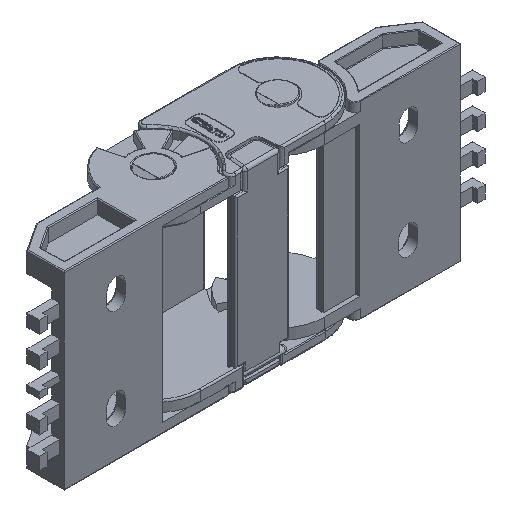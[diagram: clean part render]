
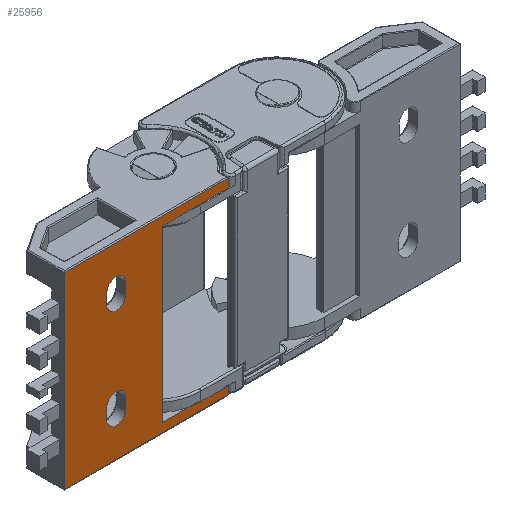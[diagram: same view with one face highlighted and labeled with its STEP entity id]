
A CAD part, isometric view. The second image highlights one B-rep face of the part: STEP entity #25956.
In plain terms, the highlighted planar face has unit normal (0, -1, 0).
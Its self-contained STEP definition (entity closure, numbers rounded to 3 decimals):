
#45 = CARTESIAN_POINT ( 'NONE',  ( 413.899, 93.701, 619.496 ) ) ;
#175 = DIRECTION ( 'NONE',  ( 0., 1., 0. ) ) ;
#399 = DIRECTION ( 'NONE',  ( 0., 1., 0. ) ) ;
#548 = CARTESIAN_POINT ( 'NONE',  ( 413.899, 93.701, 634.146 ) ) ;
#750 = CIRCLE ( 'NONE', #10548, 3. ) ;
#777 = EDGE_LOOP ( 'NONE', ( #21469, #23073, #13413, #11450 ) ) ;
#788 = EDGE_CURVE ( 'NONE', #4356, #2462, #14347, .T. ) ;
#1245 = VERTEX_POINT ( 'NONE', #27292 ) ;
#1588 = DIRECTION ( 'NONE',  ( 0., 0., -1. ) ) ;
#1882 = ORIENTED_EDGE ( 'NONE', *, *, #15929, .F. ) ;
#2327 = PLANE ( 'NONE',  #26961 ) ;
#2462 = VERTEX_POINT ( 'NONE', #21135 ) ;
#2564 = DIRECTION ( 'NONE',  ( -1., 0., 0. ) ) ;
#2605 = CIRCLE ( 'NONE', #25978, 3. ) ;
#2923 = EDGE_CURVE ( 'NONE', #14085, #10048, #27624, .T. ) ;
#2991 = CARTESIAN_POINT ( 'NONE',  ( 401.899, 93.701, 609.846 ) ) ;
#3093 = LINE ( 'NONE', #16605, #26752 ) ;
#4032 = CARTESIAN_POINT ( 'NONE',  ( 395.899, 93.701, 577.846 ) ) ;
#4192 = LINE ( 'NONE', #11607, #26811 ) ;
#4288 = CARTESIAN_POINT ( 'NONE',  ( 395.899, 93.701, 654.146 ) ) ;
#4356 = VERTEX_POINT ( 'NONE', #13434 ) ;
#4624 = DIRECTION ( 'NONE',  ( 0., 0., -1. ) ) ;
#4759 = EDGE_CURVE ( 'NONE', #22700, #9689, #11868, .T. ) ;
#5369 = DIRECTION ( 'NONE',  ( 0., 0., -1. ) ) ;
#5874 = CARTESIAN_POINT ( 'NONE',  ( 401.899, 93.701, 654.146 ) ) ;
#5982 = DIRECTION ( 'NONE',  ( 1., 0., 0. ) ) ;
#6165 = ORIENTED_EDGE ( 'NONE', *, *, #10693, .T. ) ;
#6930 = VECTOR ( 'NONE', #8756, 1000. ) ;
#7038 = VECTOR ( 'NONE', #13990, 1000. ) ;
#7219 = ORIENTED_EDGE ( 'NONE', *, *, #10554, .T. ) ;
#7443 = DIRECTION ( 'NONE',  ( -1., 0., 0. ) ) ;
#7453 = DIRECTION ( 'NONE',  ( -1., 0., 0. ) ) ;
#7632 = EDGE_CURVE ( 'NONE', #10048, #16924, #9823, .T. ) ;
#7705 = CIRCLE ( 'NONE', #25886, 3. ) ;
#8324 = VECTOR ( 'NONE', #7453, 1000. ) ;
#8713 = EDGE_CURVE ( 'NONE', #10510, #18838, #9770, .T. ) ;
#8756 = DIRECTION ( 'NONE',  ( -1., 0., 0. ) ) ;
#8820 = CARTESIAN_POINT ( 'NONE',  ( 395.899, 93.701, 574.446 ) ) ;
#8843 = CARTESIAN_POINT ( 'NONE',  ( 398.899, 93.701, 574.446 ) ) ;
#9036 = EDGE_LOOP ( 'NONE', ( #24639, #1882, #20216, #9845, #26626, #11102, #27607, #23704 ) ) ;
#9292 = LINE ( 'NONE', #24843, #21100 ) ;
#9385 = CARTESIAN_POINT ( 'NONE',  ( 401.899, 93.701, 606.446 ) ) ;
#9689 = VERTEX_POINT ( 'NONE', #18173 ) ;
#9703 = CARTESIAN_POINT ( 'NONE',  ( 398.899, 93.701, 577.846 ) ) ;
#9718 = CARTESIAN_POINT ( 'NONE',  ( 434.899, 93.701, 619.496 ) ) ;
#9733 = VECTOR ( 'NONE', #15339, 1000. ) ;
#9770 = LINE ( 'NONE', #27299, #14503 ) ;
#9823 = LINE ( 'NONE', #21335, #20293 ) ;
#9841 = CARTESIAN_POINT ( 'NONE',  ( 434.899, 93.701, 561.946 ) ) ;
#9845 = ORIENTED_EDGE ( 'NONE', *, *, #788, .T. ) ;
#10048 = VERTEX_POINT ( 'NONE', #2991 ) ;
#10510 = VERTEX_POINT ( 'NONE', #17727 ) ;
#10548 = AXIS2_PLACEMENT_3D ( 'NONE', #19553, #175, #15201 ) ;
#10554 = EDGE_CURVE ( 'NONE', #27992, #22700, #7705, .T. ) ;
#10693 = EDGE_CURVE ( 'NONE', #11475, #27992, #21910, .T. ) ;
#11102 = ORIENTED_EDGE ( 'NONE', *, *, #20163, .T. ) ;
#11450 = ORIENTED_EDGE ( 'NONE', *, *, #18443, .T. ) ;
#11475 = VERTEX_POINT ( 'NONE', #8820 ) ;
#11607 = CARTESIAN_POINT ( 'NONE',  ( 382.199, 93.701, 634.146 ) ) ;
#11826 = DIRECTION ( 'NONE',  ( 0., 0., 1. ) ) ;
#11868 = LINE ( 'NONE', #5874, #13897 ) ;
#12155 = EDGE_CURVE ( 'NONE', #4356, #17138, #25175, .T. ) ;
#13083 = CARTESIAN_POINT ( 'NONE',  ( 382.199, 93.701, 622.346 ) ) ;
#13413 = ORIENTED_EDGE ( 'NONE', *, *, #7632, .T. ) ;
#13434 = CARTESIAN_POINT ( 'NONE',  ( 434.899, 93.701, 622.346 ) ) ;
#13699 = LINE ( 'NONE', #25359, #22159 ) ;
#13897 = VECTOR ( 'NONE', #1588, 1000. ) ;
#13990 = DIRECTION ( 'NONE',  ( 1., 0., 0. ) ) ;
#14063 = LINE ( 'NONE', #9718, #8324 ) ;
#14085 = VERTEX_POINT ( 'NONE', #14824 ) ;
#14347 = LINE ( 'NONE', #13083, #6930 ) ;
#14503 = VECTOR ( 'NONE', #5982, 1000. ) ;
#14824 = CARTESIAN_POINT ( 'NONE',  ( 395.899, 93.701, 609.846 ) ) ;
#15051 = VERTEX_POINT ( 'NONE', #45 ) ;
#15201 = DIRECTION ( 'NONE',  ( -1., 0., 0. ) ) ;
#15339 = DIRECTION ( 'NONE',  ( 0., 0., 1. ) ) ;
#15929 = EDGE_CURVE ( 'NONE', #17138, #15051, #14063, .T. ) ;
#16605 = CARTESIAN_POINT ( 'NONE',  ( 413.899, 93.701, 548.146 ) ) ;
#16924 = VERTEX_POINT ( 'NONE', #9385 ) ;
#17138 = VERTEX_POINT ( 'NONE', #21659 ) ;
#17216 = FACE_BOUND ( 'NONE', #777, .T. ) ;
#17294 = EDGE_CURVE ( 'NONE', #2462, #24672, #4192, .T. ) ;
#17727 = CARTESIAN_POINT ( 'NONE',  ( 413.899, 93.701, 564.796 ) ) ;
#17927 = VERTEX_POINT ( 'NONE', #25490 ) ;
#18173 = CARTESIAN_POINT ( 'NONE',  ( 401.899, 93.701, 574.446 ) ) ;
#18276 = CARTESIAN_POINT ( 'NONE',  ( 401.899, 93.701, 577.846 ) ) ;
#18314 = EDGE_CURVE ( 'NONE', #10510, #15051, #3093, .T. ) ;
#18443 = EDGE_CURVE ( 'NONE', #16924, #17927, #750, .T. ) ;
#18808 = LINE ( 'NONE', #9841, #7038 ) ;
#18838 = VERTEX_POINT ( 'NONE', #24970 ) ;
#18881 = DIRECTION ( 'NONE',  ( -1., 0., 0. ) ) ;
#19010 = DIRECTION ( 'NONE',  ( 0., 0., -1. ) ) ;
#19261 = FACE_BOUND ( 'NONE', #19347, .T. ) ;
#19347 = EDGE_LOOP ( 'NONE', ( #20360, #27120, #6165, #7219 ) ) ;
#19464 = VECTOR ( 'NONE', #4624, 1000. ) ;
#19553 = CARTESIAN_POINT ( 'NONE',  ( 398.899, 93.701, 606.446 ) ) ;
#19934 = DIRECTION ( 'NONE',  ( 0., 1., 0. ) ) ;
#20163 = EDGE_CURVE ( 'NONE', #24672, #1245, #18808, .T. ) ;
#20216 = ORIENTED_EDGE ( 'NONE', *, *, #12155, .F. ) ;
#20293 = VECTOR ( 'NONE', #19010, 1000. ) ;
#20294 = AXIS2_PLACEMENT_3D ( 'NONE', #21103, #23047, #18881 ) ;
#20360 = ORIENTED_EDGE ( 'NONE', *, *, #4759, .T. ) ;
#20368 = EDGE_CURVE ( 'NONE', #9689, #11475, #2605, .T. ) ;
#21100 = VECTOR ( 'NONE', #11826, 1000. ) ;
#21103 = CARTESIAN_POINT ( 'NONE',  ( 398.899, 93.701, 609.846 ) ) ;
#21135 = CARTESIAN_POINT ( 'NONE',  ( 382.199, 93.701, 622.346 ) ) ;
#21299 = EDGE_CURVE ( 'NONE', #17927, #14085, #13699, .T. ) ;
#21335 = CARTESIAN_POINT ( 'NONE',  ( 401.899, 93.701, 622.146 ) ) ;
#21469 = ORIENTED_EDGE ( 'NONE', *, *, #21299, .T. ) ;
#21659 = CARTESIAN_POINT ( 'NONE',  ( 434.899, 93.701, 619.496 ) ) ;
#21910 = LINE ( 'NONE', #4288, #9733 ) ;
#21922 = DIRECTION ( 'NONE',  ( -1., 0., 0. ) ) ;
#22159 = VECTOR ( 'NONE', #23299, 1000. ) ;
#22700 = VERTEX_POINT ( 'NONE', #18276 ) ;
#23047 = DIRECTION ( 'NONE',  ( 0., 1., 0. ) ) ;
#23073 = ORIENTED_EDGE ( 'NONE', *, *, #2923, .T. ) ;
#23299 = DIRECTION ( 'NONE',  ( 0., 0., 1. ) ) ;
#23311 = DIRECTION ( 'NONE',  ( 0., 0., 1. ) ) ;
#23704 = ORIENTED_EDGE ( 'NONE', *, *, #8713, .F. ) ;
#23796 = CARTESIAN_POINT ( 'NONE',  ( 434.899, 93.701, 622.146 ) ) ;
#24277 = CARTESIAN_POINT ( 'NONE',  ( 382.199, 93.701, 561.946 ) ) ;
#24639 = ORIENTED_EDGE ( 'NONE', *, *, #18314, .T. ) ;
#24672 = VERTEX_POINT ( 'NONE', #24277 ) ;
#24784 = DIRECTION ( 'NONE',  ( 0., 1., 0. ) ) ;
#24843 = CARTESIAN_POINT ( 'NONE',  ( 434.899, 93.701, 562.146 ) ) ;
#24970 = CARTESIAN_POINT ( 'NONE',  ( 434.899, 93.701, 564.796 ) ) ;
#24978 = FACE_OUTER_BOUND ( 'NONE', #9036, .T. ) ;
#25175 = LINE ( 'NONE', #23796, #19464 ) ;
#25359 = CARTESIAN_POINT ( 'NONE',  ( 395.899, 93.701, 622.146 ) ) ;
#25490 = CARTESIAN_POINT ( 'NONE',  ( 395.899, 93.701, 606.446 ) ) ;
#25886 = AXIS2_PLACEMENT_3D ( 'NONE', #9703, #24784, #7443 ) ;
#25956 = ADVANCED_FACE ( 'NONE', ( #19261, #24978, #17216 ), #2327, .F. ) ;
#25978 = AXIS2_PLACEMENT_3D ( 'NONE', #8843, #399, #2564 ) ;
#26626 = ORIENTED_EDGE ( 'NONE', *, *, #17294, .T. ) ;
#26752 = VECTOR ( 'NONE', #23311, 1000. ) ;
#26811 = VECTOR ( 'NONE', #5369, 1000. ) ;
#26961 = AXIS2_PLACEMENT_3D ( 'NONE', #548, #19934, #21922 ) ;
#27026 = EDGE_CURVE ( 'NONE', #1245, #18838, #9292, .T. ) ;
#27120 = ORIENTED_EDGE ( 'NONE', *, *, #20368, .T. ) ;
#27292 = CARTESIAN_POINT ( 'NONE',  ( 434.899, 93.701, 561.946 ) ) ;
#27299 = CARTESIAN_POINT ( 'NONE',  ( 413.899, 93.701, 564.796 ) ) ;
#27607 = ORIENTED_EDGE ( 'NONE', *, *, #27026, .T. ) ;
#27624 = CIRCLE ( 'NONE', #20294, 3. ) ;
#27992 = VERTEX_POINT ( 'NONE', #4032 ) ;
